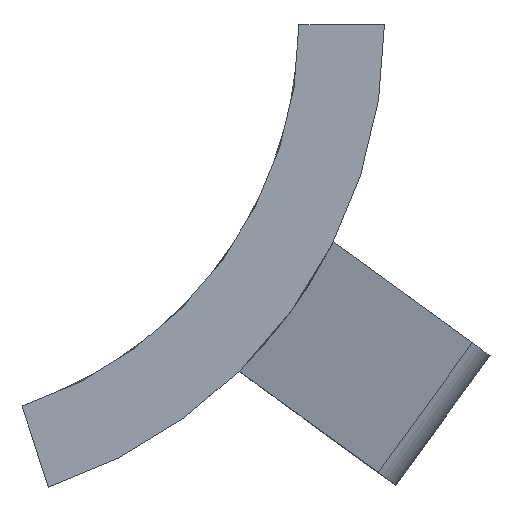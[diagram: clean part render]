
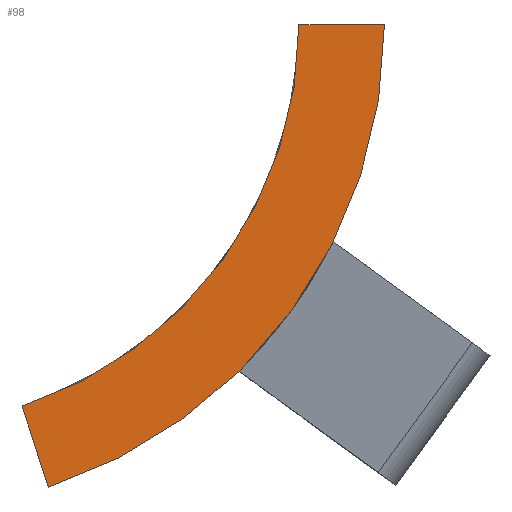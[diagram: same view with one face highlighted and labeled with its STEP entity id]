
A CAD part, front view. The second image highlights one B-rep face of the part: STEP entity #98.
In plain terms, the highlighted planar face has unit normal (0, -1, 0).
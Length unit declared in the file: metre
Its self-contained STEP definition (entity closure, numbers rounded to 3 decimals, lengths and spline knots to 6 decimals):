
#98 = ADVANCED_FACE( '', ( #156 ), #157, .T. );
#156 = FACE_OUTER_BOUND( '', #224, .T. );
#157 = PLANE( '', #225 );
#224 = EDGE_LOOP( '', ( #413, #414, #415, #416 ) );
#225 = AXIS2_PLACEMENT_3D( '', #417, #418, #419 );
#413 = ORIENTED_EDGE( '', *, *, #566, .T. );
#414 = ORIENTED_EDGE( '', *, *, #562, .T. );
#415 = ORIENTED_EDGE( '', *, *, #567, .F. );
#416 = ORIENTED_EDGE( '', *, *, #568, .F. );
#417 = CARTESIAN_POINT( '', ( 0.091, 0., 0. ) );
#418 = DIRECTION( '', ( 0., -1., 0. ) );
#419 = DIRECTION( '', ( -0.951, 0., -0.309 ) );
#562 = EDGE_CURVE( '', #681, #686, #688, .T. );
#566 = EDGE_CURVE( '', #694, #681, #695, .T. );
#567 = EDGE_CURVE( '', #696, #686, #697, .T. );
#568 = EDGE_CURVE( '', #694, #696, #698, .T. );
#681 = VERTEX_POINT( '', #918 );
#686 = VERTEX_POINT( '', #924 );
#688 = CIRCLE( '', #927, 0.075 );
#694 = VERTEX_POINT( '', #935 );
#695 = LINE( '', #936, #937 );
#696 = VERTEX_POINT( '', #938 );
#697 = LINE( '', #939, #940 );
#698 = CIRCLE( '', #941, 0.091 );
#918 = CARTESIAN_POINT( '', ( 0.075, 0., 0. ) );
#924 = CARTESIAN_POINT( '', ( 0.023176, 0., -0.071329 ) );
#927 = AXIS2_PLACEMENT_3D( '', #1094, #1095, #1096 );
#935 = CARTESIAN_POINT( '', ( 0.091, 0., 0. ) );
#936 = CARTESIAN_POINT( '', ( 0.091, 0., 0. ) );
#937 = VECTOR( '', #1102, 1. );
#938 = CARTESIAN_POINT( '', ( 0.028121, 0., -0.086546 ) );
#939 = CARTESIAN_POINT( '', ( 0.028121, 0., -0.086546 ) );
#940 = VECTOR( '', #1103, 1. );
#941 = AXIS2_PLACEMENT_3D( '', #1104, #1105, #1106 );
#1094 = CARTESIAN_POINT( '', ( 0., 0., 0. ) );
#1095 = DIRECTION( '', ( 0., 1., 0. ) );
#1096 = DIRECTION( '', ( 0.951, 0., 0.309 ) );
#1102 = DIRECTION( '', ( -1., 0., 0. ) );
#1103 = DIRECTION( '', ( -0.309, 0., 0.951 ) );
#1104 = CARTESIAN_POINT( '', ( 0., 0., 0. ) );
#1105 = DIRECTION( '', ( 0., 1., 0. ) );
#1106 = DIRECTION( '', ( 0.951, 0., 0.309 ) );
